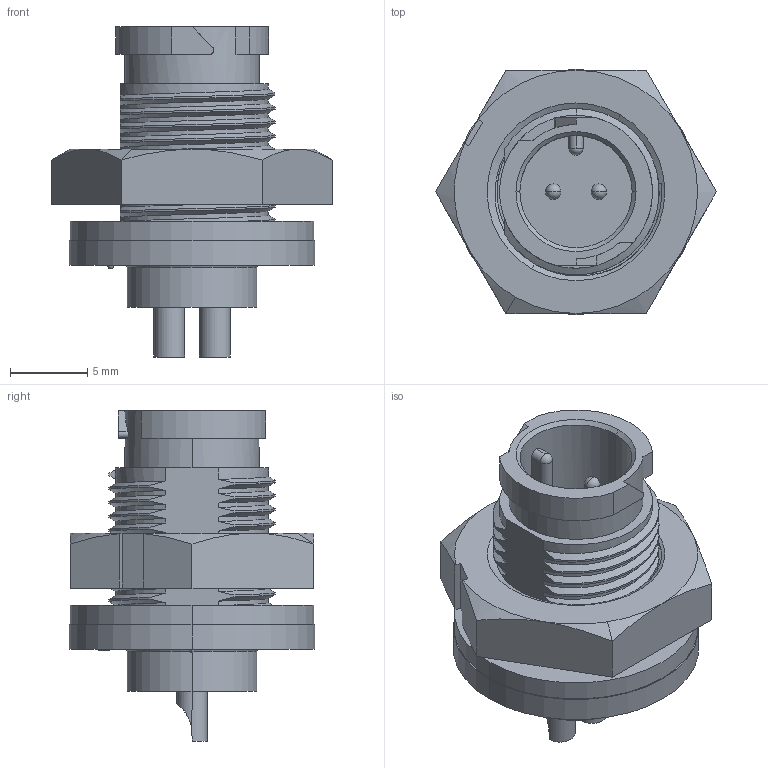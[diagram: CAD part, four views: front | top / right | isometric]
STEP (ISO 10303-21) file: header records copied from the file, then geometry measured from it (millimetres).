
FILE_DESCRIPTION (( 'STEP AP203' ), '1' );
FILE_NAME ('W17282-2PG-P-3ES.STEP', '2021-01-13T15:16:58', ( '' ), ( '' ), 'SwSTEP 2.0', 'SolidWorks 2020', '' );
FILE_SCHEMA (( 'CONFIG_CONTROL_DESIGN' ));
Length unit declared in the file: millimetre
Products named in the file (4): GASKET.step; W17282-2PG-P-3ES; HEX NUT.step; W17282-2PG-P-ES.step
Assembly tree (3 placements, depth 2):
  W17282-2PG-P-3ES
    GASKET.step
    HEX NUT.step
    W17282-2PG-P-ES.step
Bounding box: 18.18 x 15.88 x 21.39 mm (x, y, z)
Volume: 1783.9 mm3; surface area: 2337.6 mm2
Topology: 3 solids, 3 shells, 169 faces, 440 edges, 282 vertices
Faces by surface type: cylinder 71, plane 52, bspline 24, cone 13, sphere 7, torus 2
Entity records: 13184 total; most frequent: CARTESIAN_POINT 9060, ORIENTED_EDGE 858, DIRECTION 681, EDGE_CURVE 429, VERTEX_POINT 278, AXIS2_PLACEMENT_3D 245, LINE 191, VECTOR 191
